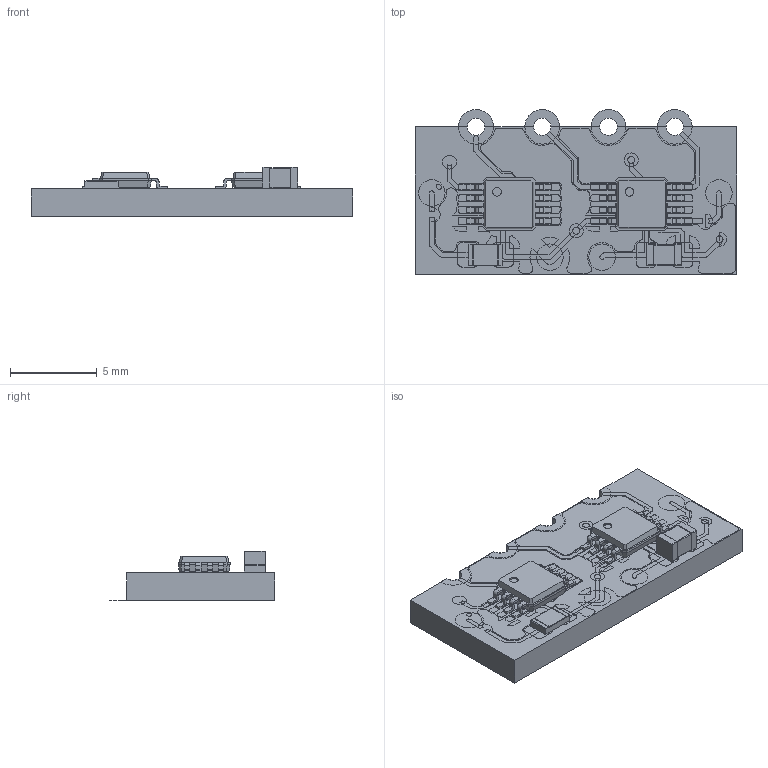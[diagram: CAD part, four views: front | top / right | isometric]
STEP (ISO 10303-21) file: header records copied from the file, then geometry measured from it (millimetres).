
FILE_DESCRIPTION(('FreeCAD Model'),'2;1');
FILE_NAME('Open CASCADE Shape Model','2021-11-26T14:44:09',('Author'),( ''),'Open CASCADE STEP processor 7.5','FreeCAD','Unknown');
FILE_SCHEMA(('AUTOMOTIVE_DESIGN { 1 0 10303 214 1 1 1 1 }'));
Length unit declared in the file: millimetre
Products named in the file (16): dual_LT6105; Board_Geoms_2a2f; Local_CS_2a2f; Pcb_2a2f; PCB_Sketch_2a2f; topPads_2a2f; topTracks_2a2f; topZones_2a2f; botPads_2a2f; botTracks_2a2f; botZones_2a2f; Step_Models_2a2f; Top_2a2f; U1_MSOP_8_3x3mm_P065mm_f12392cb5f74; C1_C_0805_2012Metric_c8931768d43d; R1_R_0805_2012Metric_d0d7686d96ad
Assembly tree (16 placements, depth 4):
  dual_LT6105
    Board_Geoms_2a2f
      Local_CS_2a2f
      Pcb_2a2f
      PCB_Sketch_2a2f
      topPads_2a2f
      topTracks_2a2f
      topZones_2a2f
      botPads_2a2f
      botTracks_2a2f
      botZones_2a2f
    Step_Models_2a2f
      Top_2a2f
        U1_MSOP_8_3x3mm_P065mm_f12392cb5f74  x2
        C1_C_0805_2012Metric_c8931768d43d
        R1_R_0805_2012Metric_d0d7686d96ad
Bounding box: 18.5 x 9.5 x 2.87 mm (x, y, z)
Volume: 267.9 mm3; surface area: 759.4 mm2
Topology: 5 solids, 84 shells, 459 faces, 3757 edges, 3395 vertices
Faces by surface type: plane 305, cylinder 90, bspline 64
Full cylindrical faces by diameter (mm): 0.5 x2
Entity records: 60471 total; most frequent: CARTESIAN_POINT 12859, DIRECTION 7882, LINE 6394, VECTOR 6394, ORIENTED_EDGE 3929, PCURVE 3929, DEFINITIONAL_REPRESENTATION 3929, EDGE_CURVE 3350
